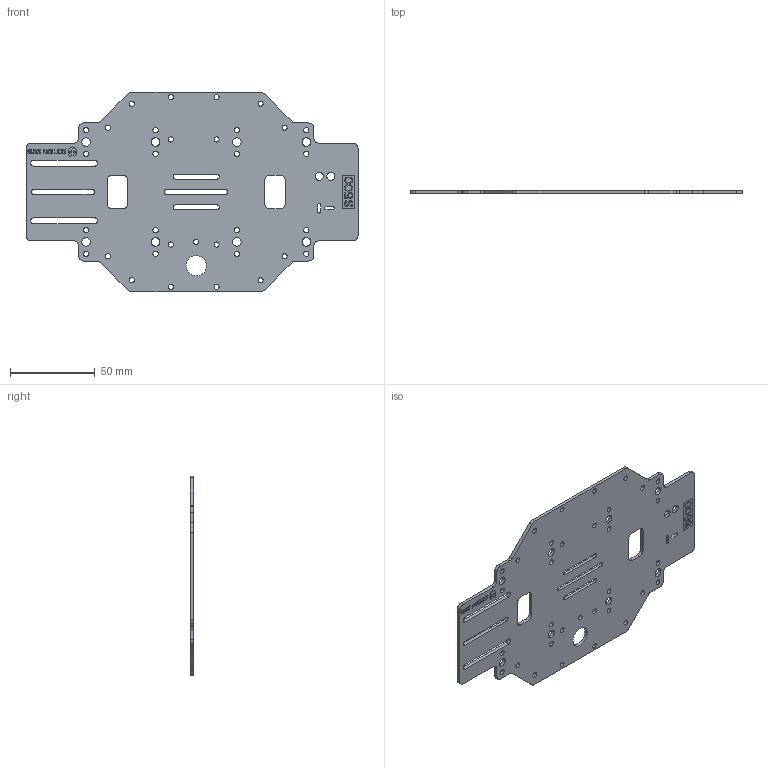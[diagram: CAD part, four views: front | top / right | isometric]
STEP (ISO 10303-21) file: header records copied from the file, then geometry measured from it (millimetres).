
FILE_DESCRIPTION((''),'2;1');
FILE_NAME('BAN-BOTTOM-S500','2020-12-03T17:34:40',('QGLing'),(''),'CREO PARAMETRIC BY PTC INC, 2016510','CREO PARAMETRIC BY PTC INC, 2016510','');
FILE_SCHEMA(('CONFIG_CONTROL_DESIGN'));
Length unit declared in the file: millimetre
Products named in the file (1): BAN-BOTTOM-S500
Bounding box: 196 x 2.1 x 118 mm (x, y, z)
Volume: 32958.3 mm3; surface area: 36296.1 mm2
Topology: 1 solids, 1 shells, 629 faces, 1806 edges, 1204 vertices
Faces by surface type: plane 491, cylinder 138
Entity records: 20670 total; most frequent: CARTESIAN_POINT 3639, ORIENTED_EDGE 3612, DIRECTION 3340, EDGE_CURVE 1806, VECTOR 1530, LINE 1530, VERTEX_POINT 1204, AXIS2_PLACEMENT_3D 905
